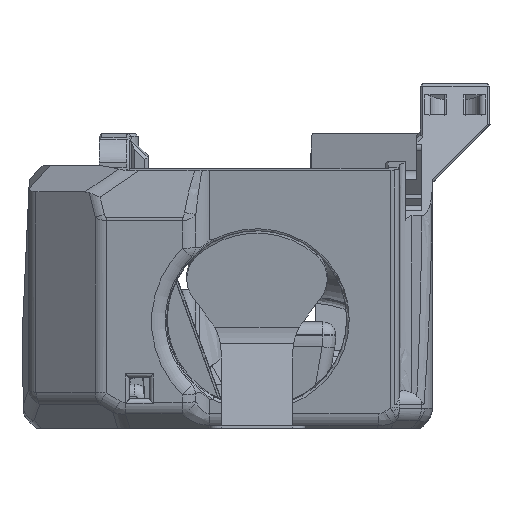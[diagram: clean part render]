
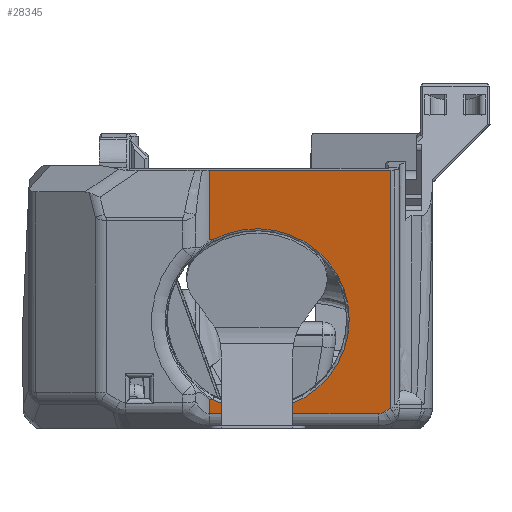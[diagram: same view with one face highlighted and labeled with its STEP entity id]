
A CAD part, left-side view. The second image highlights one B-rep face of the part: STEP entity #28345.
In plain terms, the highlighted planar face has unit normal (-0.985, 0, -0.174).
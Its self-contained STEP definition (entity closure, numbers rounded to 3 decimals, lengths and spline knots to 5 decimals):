
#835=B_SPLINE_CURVE_WITH_KNOTS('',3,(#48565,#48566,#48567,#48568),
 .UNSPECIFIED.,.F.,.F.,(4,4),(0.61821,1.),.UNSPECIFIED.);
#906=B_SPLINE_CURVE_WITH_KNOTS('',3,(#49816,#49817,#49818,#49819),
 .UNSPECIFIED.,.F.,.F.,(4,4),(0.,0.3818),.UNSPECIFIED.);
#1657=CIRCLE('',#30652,0.0144);
#2563=ELLIPSE('',#30332,0.0032,0.002);
#7818=ORIENTED_EDGE('',*,*,#14044,.T.);
#7819=ORIENTED_EDGE('',*,*,#14059,.F.);
#7820=ORIENTED_EDGE('',*,*,#14060,.F.);
#7821=ORIENTED_EDGE('',*,*,#14061,.F.);
#7822=ORIENTED_EDGE('',*,*,#14062,.T.);
#7823=ORIENTED_EDGE('',*,*,#13667,.T.);
#7824=ORIENTED_EDGE('',*,*,#13595,.F.);
#7825=ORIENTED_EDGE('',*,*,#13594,.T.);
#7826=ORIENTED_EDGE('',*,*,#13592,.T.);
#7827=ORIENTED_EDGE('',*,*,#13590,.F.);
#13590=EDGE_CURVE('',#17142,#17143,#19636,.T.);
#13592=EDGE_CURVE('',#17144,#17143,#2563,.T.);
#13594=EDGE_CURVE('',#16723,#17144,#19637,.T.);
#13595=EDGE_CURVE('',#16723,#17145,#19638,.T.);
#13667=EDGE_CURVE('',#17185,#17145,#835,.T.);
#14044=EDGE_CURVE('',#17142,#17403,#19839,.T.);
#14059=EDGE_CURVE('',#17414,#17403,#19848,.T.);
#14060=EDGE_CURVE('',#17415,#17414,#19849,.T.);
#14061=EDGE_CURVE('',#17416,#17415,#906,.F.);
#14062=EDGE_CURVE('',#17416,#17185,#1657,.T.);
#16723=VERTEX_POINT('',#44886);
#17142=VERTEX_POINT('',#48013);
#17143=VERTEX_POINT('',#48015);
#17144=VERTEX_POINT('',#48030);
#17145=VERTEX_POINT('',#48036);
#17185=VERTEX_POINT('',#48569);
#17403=VERTEX_POINT('',#49759);
#17414=VERTEX_POINT('',#49813);
#17415=VERTEX_POINT('',#49815);
#17416=VERTEX_POINT('',#49820);
#19636=LINE('',#48014,#21989);
#19637=LINE('',#48033,#21990);
#19638=LINE('',#48035,#21991);
#19839=LINE('',#49760,#22192);
#19848=LINE('',#49812,#22201);
#19849=LINE('',#49814,#22202);
#21989=VECTOR('',#35400,1.);
#21990=VECTOR('',#35409,1.);
#21991=VECTOR('',#35412,1.);
#22192=VECTOR('',#36233,1.);
#22201=VECTOR('',#36254,1.);
#22202=VECTOR('',#36255,1.);
#24109=EDGE_LOOP('',(#7818,#7819,#7820,#7821,#7822,#7823,#7824,#7825,#7826,
#7827));
#25846=FACE_BOUND('',#24109,.T.);
#27030=PLANE('',#30651);
#28345=ADVANCED_FACE('',(#25846),#27030,.F.);
#30332=AXIS2_PLACEMENT_3D('',#48029,#35403,#35404);
#30651=AXIS2_PLACEMENT_3D('',#49811,#36252,#36253);
#30652=AXIS2_PLACEMENT_3D('',#49821,#36256,#36257);
#35400=DIRECTION('',(0.097,0.829,-0.551));
#35403=DIRECTION('',(-0.985,0.,-0.174));
#35404=DIRECTION('',(-0.165,-0.304,0.938));
#35409=DIRECTION('',(0.,-1.,0.));
#35412=DIRECTION('',(-0.174,0.,0.985));
#36233=DIRECTION('',(-0.174,0.,0.985));
#36252=DIRECTION('',(0.985,0.,0.174));
#36253=DIRECTION('',(-0.174,0.,0.985));
#36254=DIRECTION('',(0.,-1.,0.));
#36255=DIRECTION('',(-0.174,0.,0.985));
#36256=DIRECTION('',(0.985,0.,0.174));
#36257=DIRECTION('',(0.174,0.,-0.985));
#44886=CARTESIAN_POINT('',(-0.02786,0.01227,0.00226));
#48013=CARTESIAN_POINT('',(-0.02803,-0.016,0.00322));
#48014=CARTESIAN_POINT('',(-0.02782,-0.0142,0.00202));
#48015=CARTESIAN_POINT('',(-0.02792,-0.01507,0.0026));
#48029=CARTESIAN_POINT('',(-0.0284,-0.01465,0.00533));
#48030=CARTESIAN_POINT('',(-0.02786,-0.01407,0.00226));
#48033=CARTESIAN_POINT('',(-0.02786,-0.01465,0.00226));
#48035=CARTESIAN_POINT('',(-0.03119,0.01227,0.0211));
#48036=CARTESIAN_POINT('',(-0.02826,0.01227,0.00448));
#48565=CARTESIAN_POINT('',(-0.02826,0.01177,0.00453));
#48566=CARTESIAN_POINT('',(-0.02826,0.01193,0.00452));
#48567=CARTESIAN_POINT('',(-0.02826,0.0121,0.0045));
#48568=CARTESIAN_POINT('',(-0.02826,0.01227,0.00448));
#48569=CARTESIAN_POINT('',(-0.02826,0.01177,0.00453));
#49759=CARTESIAN_POINT('',(-0.03457,-0.016,0.0403));
#49760=CARTESIAN_POINT('',(-0.00766,-0.016,-0.1123));
#49811=CARTESIAN_POINT('',(-0.03119,0.02485,0.0211));
#49812=CARTESIAN_POINT('',(-0.03457,0.02485,0.0403));
#49813=CARTESIAN_POINT('',(-0.03457,0.01227,0.0403));
#49814=CARTESIAN_POINT('',(-0.03119,0.01227,0.0211));
#49815=CARTESIAN_POINT('',(-0.03266,0.01227,0.02946));
#49816=CARTESIAN_POINT('',(-0.03266,0.01227,0.02946));
#49817=CARTESIAN_POINT('',(-0.03266,0.0121,0.02944));
#49818=CARTESIAN_POINT('',(-0.03265,0.01193,0.02943));
#49819=CARTESIAN_POINT('',(-0.03265,0.01177,0.02941));
#49820=CARTESIAN_POINT('',(-0.03265,0.01177,0.02941));
#49821=CARTESIAN_POINT('',(-0.03046,0.00485,0.01697));
